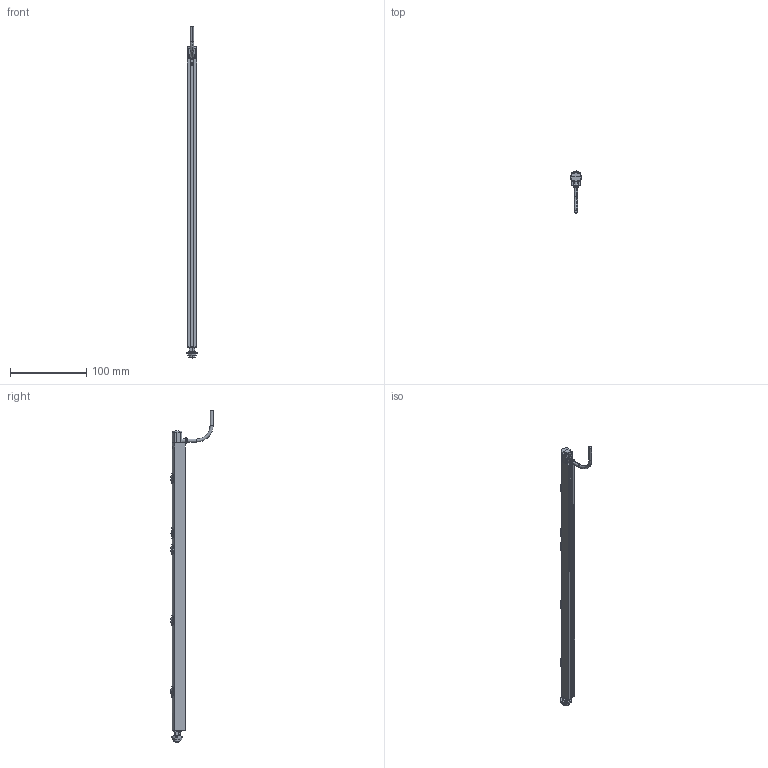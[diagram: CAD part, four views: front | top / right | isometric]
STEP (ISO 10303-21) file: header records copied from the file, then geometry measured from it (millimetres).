
FILE_DESCRIPTION((''),'2;1');
FILE_NAME('217952_WEB_ASM','2020-07-27T18:10:12',('brust'),('BANNER ENGINEERING CORP.'),'CREO PARAMETRIC BY PTC INC, 2019292','CREO PARAMETRIC BY PTC INC, 2019292','');
FILE_SCHEMA(('CONFIG_CONTROL_DESIGN','SHAPE_APPEARANCE_LAYERS_GROUPS'));
Products named in the file (2): 217952_WEB; 217952_WEB_ASM
Assembly tree (1 placements, depth 2):
  217952_WEB_ASM
    217952_WEB
Bounding box: 15 x 55.35 x 434.7 mm (x, y, z)
Volume: 64684.3 mm3; surface area: 30972.9 mm2
Topology: 1 solids, 1 shells, 1042 faces, 2804 edges, 1732 vertices
Faces by surface type: plane 375, bspline 350, cylinder 183, cone 68, sphere 22, torus 18, revolution 16, extrusion 10
Entity records: 71445 total; most frequent: CARTESIAN_POINT 41662, ORIENTED_EDGE 5572, DIRECTION 3467, EDGE_CURVE 2786, VERTEX_POINT 1732, B_SPLINE_CURVE_WITH_KNOTS 1232, AXIS2_PLACEMENT_3D 1192, EDGE_LOOP 1080
